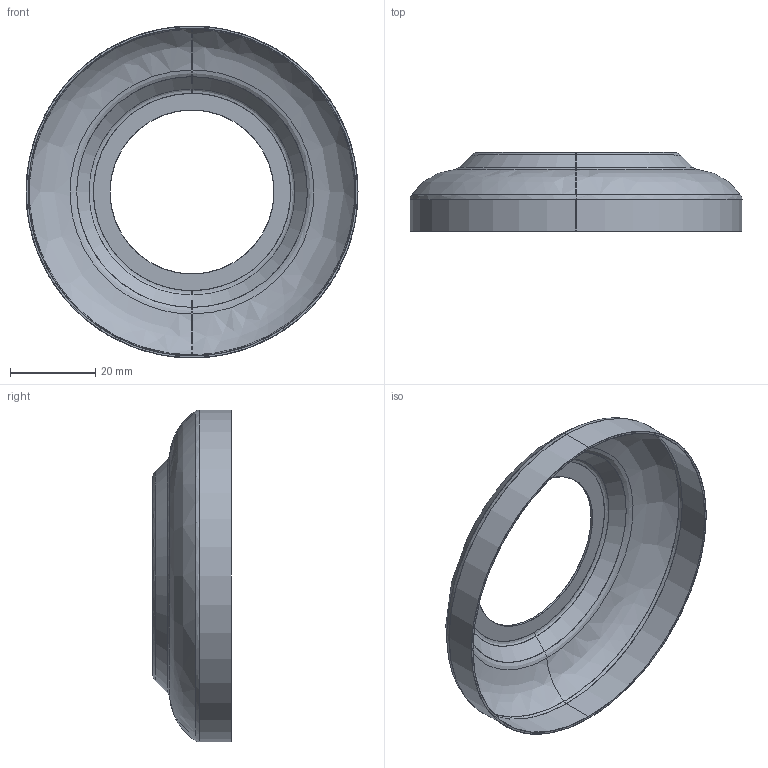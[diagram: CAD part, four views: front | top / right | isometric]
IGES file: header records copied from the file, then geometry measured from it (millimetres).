
Start section: SolidWorks IGES file using analytic representation for surfaces
Global section: file name: àðò. KRT503.IGS; native system: SolidWorks 2014; preprocessor: SolidWorks 2014; author: ba2ra; date: 140603.181731; units: millimetre
Bounding box: 78 x 18.5 x 78 mm (x, y, z)
Surface area: 12663.5 mm2 (no closed solid volume)
Topology: 0 solids, 0 shells, 29 faces, 488 edges, 488 vertices
Faces by surface type: bspline 19, revolution 10
